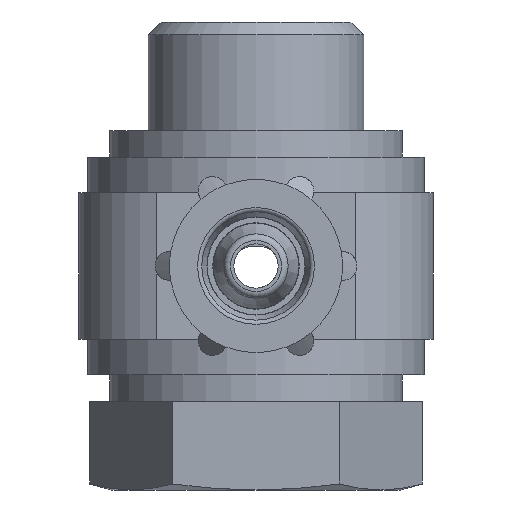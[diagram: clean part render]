
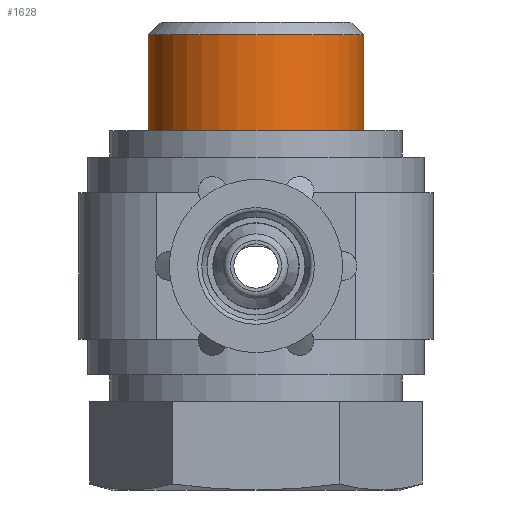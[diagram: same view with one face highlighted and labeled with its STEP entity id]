
A CAD part, left-side view. The second image highlights one B-rep face of the part: STEP entity #1628.
In plain terms, the highlighted cylindrical face has radius 4.864 mm (diameter 9.728 mm), a full revolution.
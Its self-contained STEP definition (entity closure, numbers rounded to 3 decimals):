
#491=ORIENTED_EDGE('',*,*,#799,.F.);
#492=ORIENTED_EDGE('',*,*,#798,.T.);
#798=EDGE_CURVE('',#983,#983,#1097,.T.);
#799=EDGE_CURVE('',#984,#984,#1098,.T.);
#983=VERTEX_POINT('',#2957);
#984=VERTEX_POINT('',#2960);
#1097=CIRCLE('',#1901,4.864);
#1098=CIRCLE('',#1903,4.864);
#1256=EDGE_LOOP('',(#491));
#1257=EDGE_LOOP('',(#492));
#1444=FACE_BOUND('',#1256,.T.);
#1445=FACE_BOUND('',#1257,.T.);
#1545=CYLINDRICAL_SURFACE('',#1902,4.864);
#1628=ADVANCED_FACE('',(#1444,#1445),#1545,.T.);
#1901=AXIS2_PLACEMENT_3D('',#2956,#2306,#2307);
#1902=AXIS2_PLACEMENT_3D('',#2958,#2308,#2309);
#1903=AXIS2_PLACEMENT_3D('',#2959,#2310,#2311);
#2306=DIRECTION('',(0.,-1.,0.));
#2307=DIRECTION('',(0.,0.,-1.));
#2308=DIRECTION('',(0.,-1.,0.));
#2309=DIRECTION('',(0.,0.,-1.));
#2310=DIRECTION('',(0.,-1.,0.));
#2311=DIRECTION('',(0.,0.,-1.));
#2956=CARTESIAN_POINT('',(0.,9.6,0.));
#2957=CARTESIAN_POINT('',(0.,9.6,-4.864));
#2958=CARTESIAN_POINT('',(0.,0.,0.));
#2959=CARTESIAN_POINT('',(0.,0.581,0.));
#2960=CARTESIAN_POINT('',(0.,0.581,-4.864));
